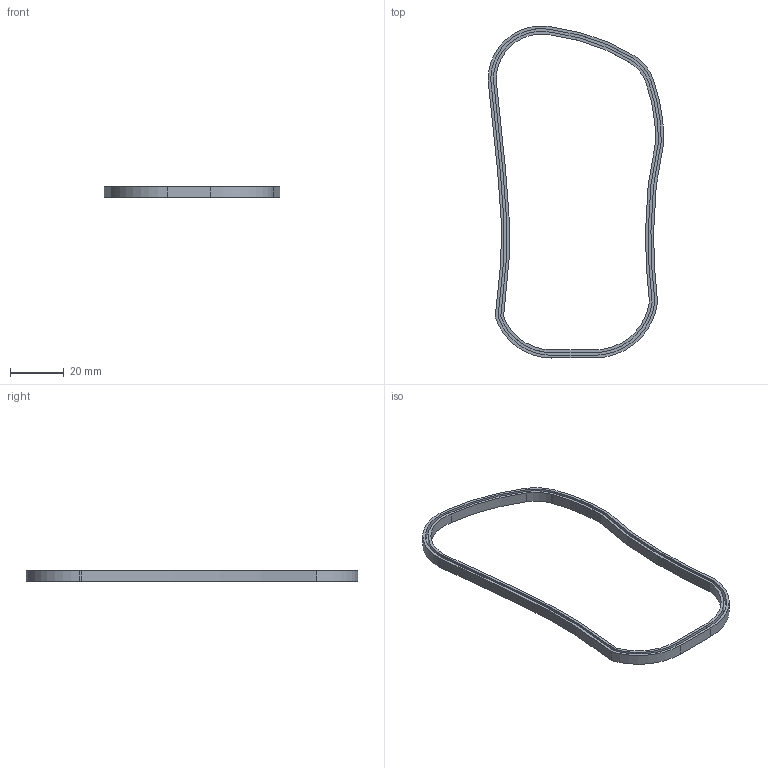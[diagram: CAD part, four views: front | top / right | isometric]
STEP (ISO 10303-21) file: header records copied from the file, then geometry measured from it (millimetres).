
FILE_DESCRIPTION (( 'STEP AP203' ), '1' );
FILE_NAME ('right foot.sldasm-Part-7_默认_sldprt.STEP', '2018-02-03T08:02:45', ( '' ), ( '' ), 'SwSTEP 2.0', 'SolidWorks 2014', '' );
FILE_SCHEMA (( 'CONFIG_CONTROL_DESIGN' ));
Length unit declared in the file: millimetre
Products named in the file (1): right foot.sldasm-Part-7_默认_sldprt
Bounding box: 65.28 x 123.21 x 4 mm (x, y, z)
Volume: 2874.8 mm3; surface area: 6388.7 mm2
Topology: 1 solids, 1 shells, 48 faces, 132 edges, 88 vertices
Faces by surface type: cylinder 28, plane 12, bspline 8
Entity records: 1961 total; most frequent: CARTESIAN_POINT 653, ORIENTED_EDGE 264, DIRECTION 254, EDGE_CURVE 132, AXIS2_PLACEMENT_3D 97, VERTEX_POINT 88, VECTOR 60, LINE 60
